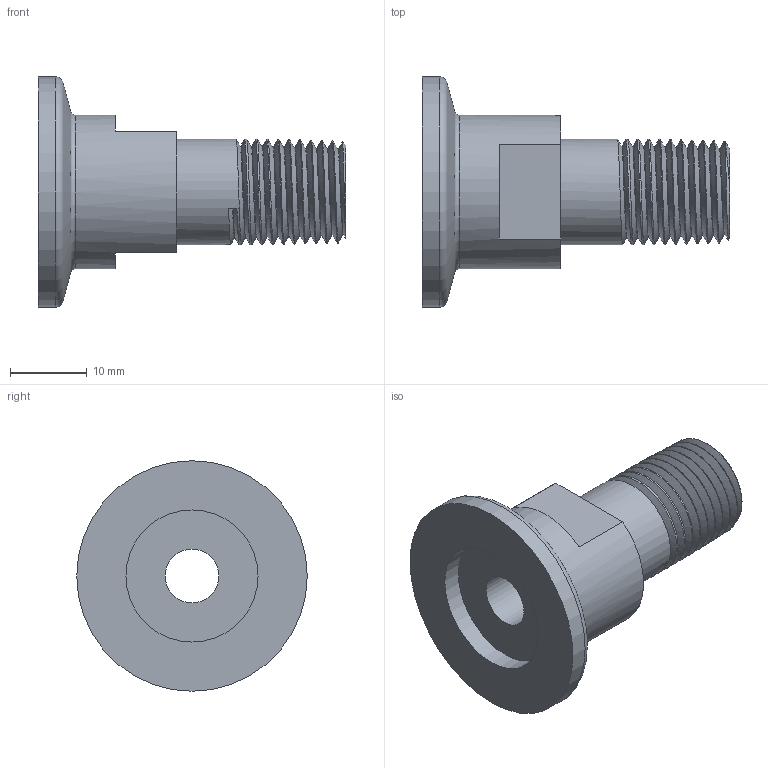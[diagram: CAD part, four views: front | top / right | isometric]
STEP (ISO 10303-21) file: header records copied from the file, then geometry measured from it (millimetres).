
FILE_DESCRIPTION (( 'STEP AP203' ), '1' );
FILE_NAME ('1KF16NM14FULLVAC.STEP', '2024-12-04T09:08:11', ( '' ), ( '' ), 'SwSTEP 2.0', 'SolidWorks 2017', '' );
FILE_SCHEMA (( 'CONFIG_CONTROL_DESIGN' ));
Length unit declared in the file: millimetre
Products named in the file (1): 1KF16NM14FULLVAC
Bounding box: 40 x 30 x 30 mm (x, y, z)
Volume: 7686 mm3; surface area: 4756 mm2
Topology: 1 solids, 1 shells, 28 faces, 70 edges, 46 vertices
Faces by surface type: cylinder 10, plane 9, bspline 4, cone 3, torus 2
Full cylindrical faces by diameter (mm): 7 x1, 13.72 x5, 17.2 x1, 20 x1, 30 x1
Entity records: 10006 total; most frequent: CARTESIAN_POINT 9471, DIRECTION 87, ORIENTED_EDGE 86, EDGE_CURVE 43, AXIS2_PLACEMENT_3D 38, EDGE_LOOP 35, VERTEX_POINT 32, FACE_OUTER_BOUND 30
